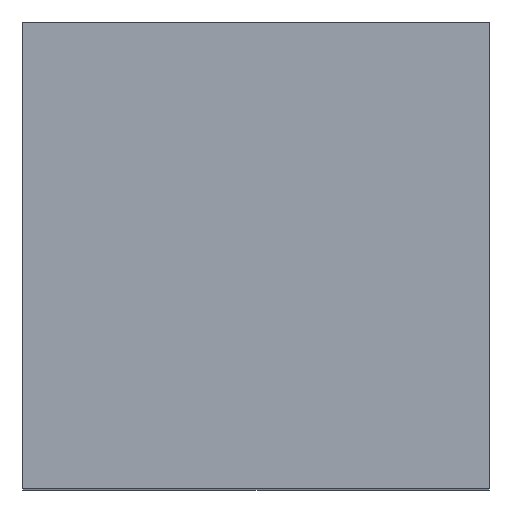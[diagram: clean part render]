
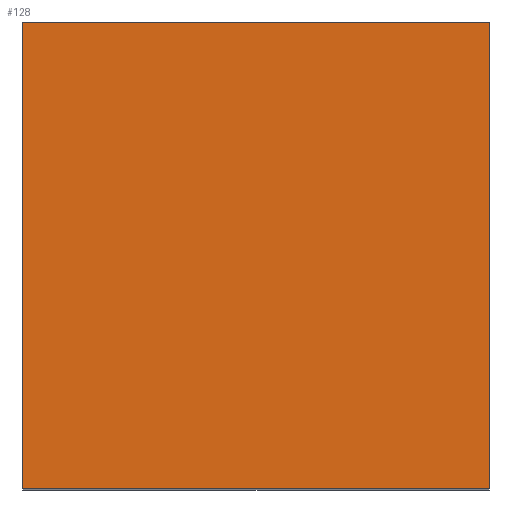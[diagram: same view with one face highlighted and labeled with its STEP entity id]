
A CAD part, top view. The second image highlights one B-rep face of the part: STEP entity #128.
In plain terms, the highlighted planar face has unit normal (0, 0, 1).
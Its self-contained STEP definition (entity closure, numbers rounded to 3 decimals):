
#23=FACE_OUTER_BOUND('',#31,.T.);
#31=EDGE_LOOP('',(#103,#104,#105,#106));
#38=LINE('',#187,#51);
#41=LINE('',#193,#54);
#44=LINE('',#199,#57);
#47=LINE('',#203,#60);
#51=VECTOR('',#150,10.);
#54=VECTOR('',#155,10.);
#57=VECTOR('',#160,10.);
#60=VECTOR('',#165,10.);
#64=VERTEX_POINT('',#184);
#65=VERTEX_POINT('',#186);
#67=VERTEX_POINT('',#192);
#69=VERTEX_POINT('',#198);
#74=EDGE_CURVE('',#64,#65,#38,.T.);
#77=EDGE_CURVE('',#67,#65,#41,.T.);
#80=EDGE_CURVE('',#69,#67,#44,.T.);
#83=EDGE_CURVE('',#64,#69,#47,.T.);
#103=ORIENTED_EDGE('',*,*,#83,.T.);
#104=ORIENTED_EDGE('',*,*,#80,.T.);
#105=ORIENTED_EDGE('',*,*,#77,.T.);
#106=ORIENTED_EDGE('',*,*,#74,.F.);
#121=PLANE('',#138);
#128=ADVANCED_FACE('',(#23),#121,.T.);
#138=AXIS2_PLACEMENT_3D('',#204,#166,#167);
#150=DIRECTION('',(0.,-1.,0.));
#155=DIRECTION('',(1.,0.,0.));
#160=DIRECTION('',(0.,-1.,0.));
#165=DIRECTION('',(-1.,0.,0.));
#166=DIRECTION('center_axis',(0.,0.,1.));
#167=DIRECTION('ref_axis',(-1.,0.,0.));
#184=CARTESIAN_POINT('',(27.341,5.75,78.));
#186=CARTESIAN_POINT('',(27.341,-5.75,78.));
#187=CARTESIAN_POINT('',(27.341,-3.75,78.));
#192=CARTESIAN_POINT('',(15.841,-5.75,78.));
#193=CARTESIAN_POINT('',(25.341,-5.75,78.));
#198=CARTESIAN_POINT('',(15.841,5.75,78.));
#199=CARTESIAN_POINT('',(15.841,-3.75,78.));
#203=CARTESIAN_POINT('',(17.841,5.75,78.));
#204=CARTESIAN_POINT('Origin',(21.591,0.,78.));
